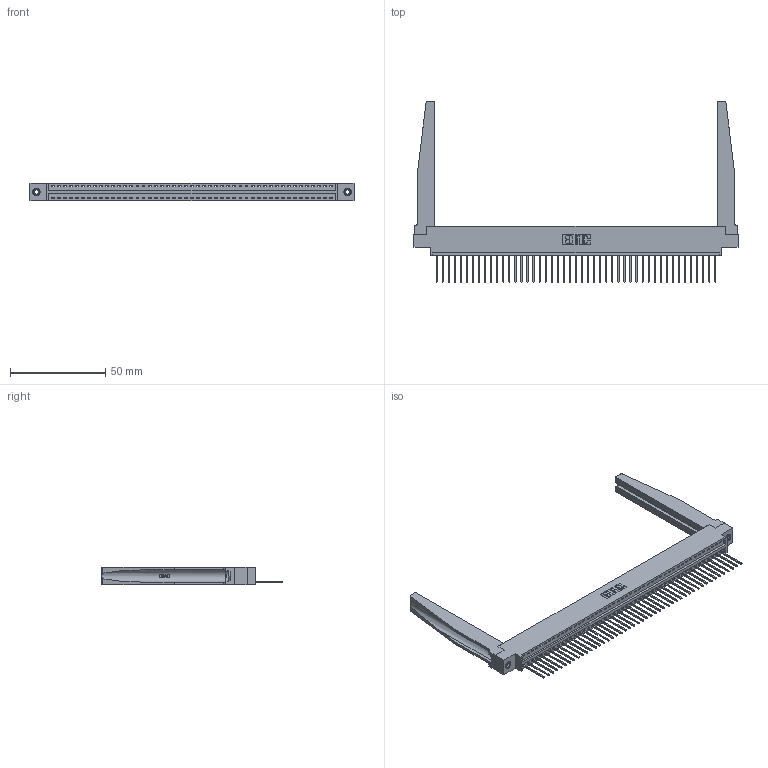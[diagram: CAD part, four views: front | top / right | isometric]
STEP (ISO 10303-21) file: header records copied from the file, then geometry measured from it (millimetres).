
FILE_DESCRIPTION (( 'STEP AP203' ), '1' );
FILE_NAME ('396-047-540-678.STEP', '2019-10-28T04:17:32', ( '' ), ( '' ), 'SwSTEP 2.0', 'SolidWorks 2016', '' );
FILE_SCHEMA (( 'CONFIG_CONTROL_DESIGN' ));
Length unit declared in the file: inch
Products named in the file (5): 396-047-540-678; 346-220-078_345-220-078; 345-250-001_345-250-001-102; 345-292-001_345-293-140; 346 Part_0.170 Offset - 0.156 Dia-TH
Assembly tree (52 placements, depth 2):
  396-047-540-678
    346 Part_0.170 Offset - 0.156 Dia-TH
    345-292-001_345-293-140  x47
    346-220-078_345-220-078  x2
    345-250-001_345-250-001-102  x2
Bounding box: 169.8 x 94.74 x 9.4 mm (x, y, z)
Volume: 23105.9 mm3; surface area: 27463.2 mm2
Topology: 52 solids, 52 shells, 3086 faces, 9221 edges, 6074 vertices
Faces by surface type: plane 2102, cylinder 932, bspline 36, cone 12, torus 4
Entity records: 33394 total; most frequent: CARTESIAN_POINT 6636, ORIENTED_EDGE 5506, DIRECTION 4833, EDGE_CURVE 2753, VECTOR 2339, LINE 2339, VERTEX_POINT 1828, AXIS2_PLACEMENT_3D 1247
